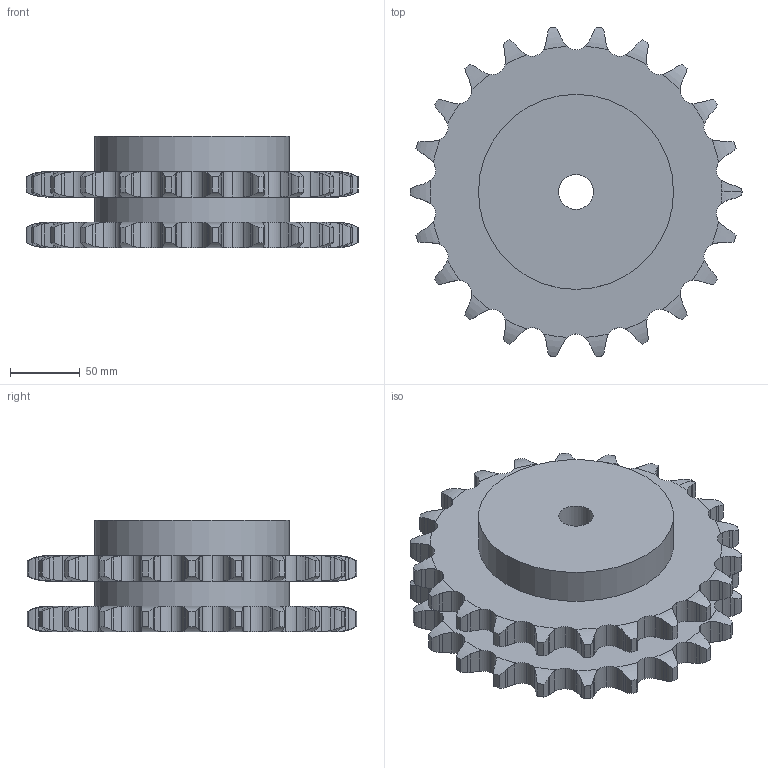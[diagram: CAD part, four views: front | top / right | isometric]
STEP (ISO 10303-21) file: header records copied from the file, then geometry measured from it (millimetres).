
FILE_DESCRIPTION(('FreeCAD Model'),'2;1');
FILE_NAME('Open CASCADE Shape Model','2021-08-22T09:52:06',('FreeCAD'),( 'FreeCAD'),'Open CASCADE STEP processor 7.4','FreeCAD','Unknown');
FILE_SCHEMA(('AUTOMOTIVE_DESIGN { 1 0 10303 214 1 1 1 1 }'));
Products named in the file (1): Open CASCADE STEP translator 7.4 50
Bounding box: 238.3 x 236.48 x 80 mm (x, y, z)
Volume: 1974977.6 mm3; surface area: 179182.9 mm2
Topology: 1 solids, 1 shells, 499 faces, 1476 edges, 983 vertices
Faces by surface type: cylinder 313, plane 94, torus 92
Full cylindrical faces by diameter (mm): 25 x1, 140 x2
Entity records: 45716 total; most frequent: CARTESIAN_POINT 20581, DIRECTION 3484, ORIENTED_EDGE 2952, PCURVE 2952, DEFINITIONAL_REPRESENTATION 2952, B_SPLINE_CURVE_WITH_KNOTS 2112, LINE 1669, VECTOR 1669
